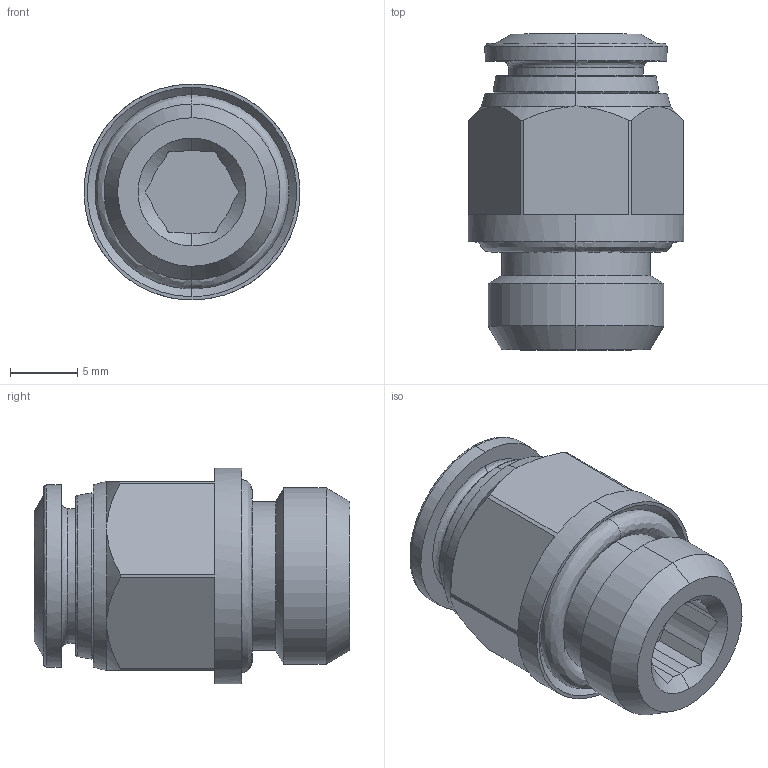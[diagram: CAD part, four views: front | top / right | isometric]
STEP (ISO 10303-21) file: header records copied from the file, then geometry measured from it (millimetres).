
FILE_DESCRIPTION (( 'STEP AP214' ), '1' );
FILE_NAME ('PC08-G02_ME.STEP', '2018-09-03T13:23:16', ( '' ), ( '' ), 'SwSTEP 2.0', 'SolidWorks 2018', '' );
FILE_SCHEMA (( 'AUTOMOTIVE_DESIGN' ));
Length unit declared in the file: millimetre
Products named in the file (1): PC08-G02_ME
Bounding box: 16 x 23.4 x 16 mm (x, y, z)
Volume: 2933.3 mm3; surface area: 1905.3 mm2
Topology: 1 solids, 1 shells, 100 faces, 252 edges, 158 vertices
Faces by surface type: bspline 100
Entity records: 3999 total; most frequent: CARTESIAN_POINT 2497, ORIENTED_EDGE 500, EDGE_CURVE 250, B_SPLINE_CURVE_WITH_KNOTS 172, VERTEX_POINT 158, EDGE_LOOP 110, ADVANCED_FACE 100, FACE_OUTER_BOUND 100
